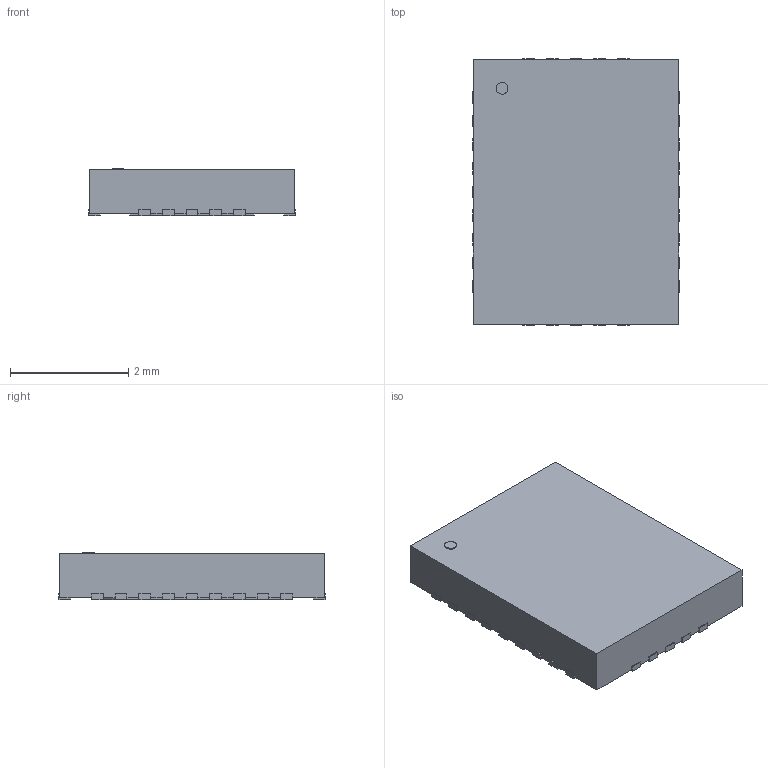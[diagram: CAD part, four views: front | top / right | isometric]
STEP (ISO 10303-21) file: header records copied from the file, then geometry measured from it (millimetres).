
FILE_DESCRIPTION(/* description */ ('model of Texas_RVE0028A_VQFN-28-1EP_3.5x4.5mm_P0.4mm_EP2.1x3.1mm'),/* implementation_level */ '2;1');
FILE_NAME(/* name */ 'Texas_RVE0028A_VQFN-28-1EP_3.5x4.5mm_P0.4mm_EP2.1x3.1mm.step',/* time_stamp */ '2024-01-01T14:49:02',/* author */ ('KiCAD','kicad'),/* organization */ ('OCCT'),/* preprocessor_version */ '',/* originating_system */ 'KiCAD',/* authorisation */ '');
FILE_SCHEMA(('AUTOMOTIVE_DESIGN { 1 0 10303 214 1 1 1 1 }'));
Length unit declared in the file: millimetre
Products named in the file (1): Texas_RVE0028A_VQFN-28-1EP_3.5x4.5mm_P0.4mm_EP2.1x3.1mm
Bounding box: 3.5 x 4.5 x 0.8 mm (x, y, z)
Volume: 11.9 mm3; surface area: 44.2 mm2
Topology: 1 solids, 1 shells, 182 faces, 534 edges, 356 vertices
Faces by surface type: plane 181, cylinder 1
Full cylindrical faces by diameter (mm): 0.2 x1
Entity records: 7581 total; most frequent: CARTESIAN_POINT 1073, ORIENTED_EDGE 1068, DIRECTION 902, EDGE_CURVE 534, LINE 532, VECTOR 532, VERTEX_POINT 356, AXIS2_PLACEMENT_3D 185
